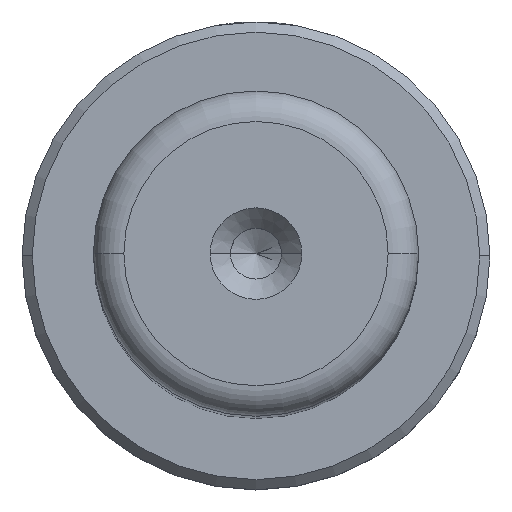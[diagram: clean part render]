
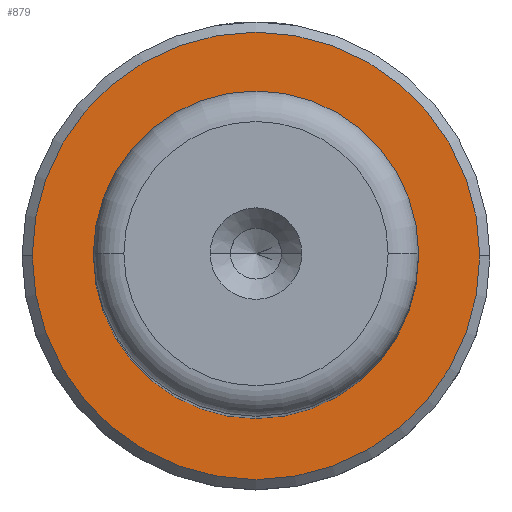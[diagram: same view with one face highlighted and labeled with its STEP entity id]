
A CAD part, top view. The second image highlights one B-rep face of the part: STEP entity #879.
In plain terms, the highlighted planar face has unit normal (0, 0, 1).
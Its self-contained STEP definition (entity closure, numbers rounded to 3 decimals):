
#27 = CARTESIAN_POINT ( 'NONE',  ( 0., 0., 15. ) ) ;
#57 = DIRECTION ( 'NONE',  ( 0., 0., 1. ) ) ;
#71 = CIRCLE ( 'NONE', #1085, 11. ) ;
#168 = DIRECTION ( 'NONE',  ( 0., 0., 1. ) ) ;
#180 = DIRECTION ( 'NONE',  ( -1., 0., 0. ) ) ;
#366 = ORIENTED_EDGE ( 'NONE', *, *, #559, .T. ) ;
#391 = ORIENTED_EDGE ( 'NONE', *, *, #1013, .T. ) ;
#392 = AXIS2_PLACEMENT_3D ( 'NONE', #676, #1790, #845 ) ;
#497 = AXIS2_PLACEMENT_3D ( 'NONE', #1129, #168, #1287 ) ;
#559 = EDGE_CURVE ( 'NONE', #1360, #1568, #820, .T. ) ;
#618 = EDGE_LOOP ( 'NONE', ( #366, #1324 ) ) ;
#619 = CIRCLE ( 'NONE', #497, 11. ) ;
#632 = EDGE_CURVE ( 'NONE', #1568, #1360, #721, .T. ) ;
#646 = AXIS2_PLACEMENT_3D ( 'NONE', #1685, #2001, #897 ) ;
#676 = CARTESIAN_POINT ( 'NONE',  ( 0., 0., 15. ) ) ;
#721 = CIRCLE ( 'NONE', #1453, 7.495 ) ;
#761 = CARTESIAN_POINT ( 'NONE',  ( 11., 0., 15. ) ) ;
#820 = CIRCLE ( 'NONE', #392, 7.495 ) ;
#845 = DIRECTION ( 'NONE',  ( -1., 0., 0. ) ) ;
#879 = ADVANCED_FACE ( 'NONE', ( #2016, #1580 ), #1841, .T. ) ;
#897 = DIRECTION ( 'NONE',  ( 1., 0., 0. ) ) ;
#1013 = EDGE_CURVE ( 'NONE', #1909, #1762, #71, .T. ) ;
#1017 = CARTESIAN_POINT ( 'NONE',  ( 0., 0., 15. ) ) ;
#1071 = CARTESIAN_POINT ( 'NONE',  ( -7.495, 0., 15. ) ) ;
#1085 = AXIS2_PLACEMENT_3D ( 'NONE', #1017, #57, #1177 ) ;
#1129 = CARTESIAN_POINT ( 'NONE',  ( 0., 0., 15. ) ) ;
#1131 = EDGE_CURVE ( 'NONE', #1762, #1909, #619, .T. ) ;
#1145 = DIRECTION ( 'NONE',  ( 0., 0., -1. ) ) ;
#1177 = DIRECTION ( 'NONE',  ( 1., 0., 0. ) ) ;
#1287 = DIRECTION ( 'NONE',  ( 1., 0., 0. ) ) ;
#1324 = ORIENTED_EDGE ( 'NONE', *, *, #632, .T. ) ;
#1360 = VERTEX_POINT ( 'NONE', #1071 ) ;
#1453 = AXIS2_PLACEMENT_3D ( 'NONE', #27, #1145, #180 ) ;
#1474 = CARTESIAN_POINT ( 'NONE',  ( 7.495, 0., 15. ) ) ;
#1568 = VERTEX_POINT ( 'NONE', #1474 ) ;
#1580 = FACE_BOUND ( 'NONE', #618, .T. ) ;
#1684 = ORIENTED_EDGE ( 'NONE', *, *, #1131, .T. ) ;
#1685 = CARTESIAN_POINT ( 'NONE',  ( 0., 0., 15. ) ) ;
#1724 = EDGE_LOOP ( 'NONE', ( #391, #1684 ) ) ;
#1762 = VERTEX_POINT ( 'NONE', #761 ) ;
#1790 = DIRECTION ( 'NONE',  ( 0., 0., -1. ) ) ;
#1841 = PLANE ( 'NONE',  #646 ) ;
#1895 = CARTESIAN_POINT ( 'NONE',  ( -11., 0., 15. ) ) ;
#1909 = VERTEX_POINT ( 'NONE', #1895 ) ;
#2001 = DIRECTION ( 'NONE',  ( 0., 0., 1. ) ) ;
#2016 = FACE_OUTER_BOUND ( 'NONE', #1724, .T. ) ;
